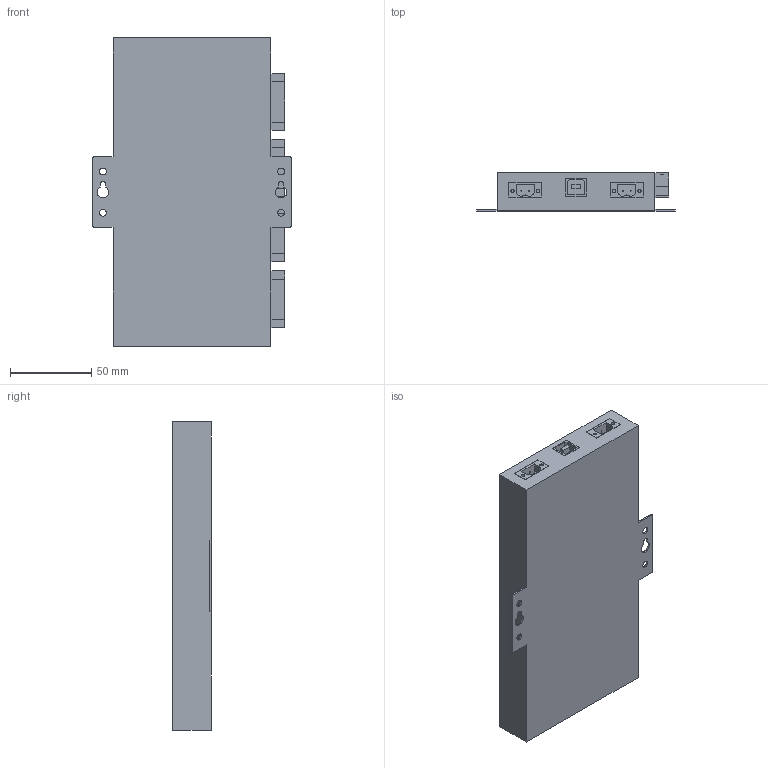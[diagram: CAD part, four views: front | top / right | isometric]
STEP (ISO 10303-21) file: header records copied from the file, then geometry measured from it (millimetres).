
FILE_DESCRIPTION(/* description */ (''),/* implementation_level */ '2;1');
FILE_NAME(/* name */ 'usb2-4comi-si-tb.stp',/* time_stamp */ '2016-07-18T09:22:22-04:00',/* author */ ('Kieran'),/* organization */ (''),/* preprocessor_version */ 'ST-DEVELOPER v15.6',/* originating_system */ 'Autodesk Inventor 2015',/* authorisation */ '');
FILE_SCHEMA (('AUTOMOTIVE_DESIGN { 1 0 10303 214 3 1 1 }'));
Length unit declared in the file: millimetre
Products named in the file (1): usb2-4comi-si-tb
Bounding box: 122.25 x 23.5 x 190.2 mm (x, y, z)
Volume: 442908.1 mm3; surface area: 61934.8 mm2
Topology: 1 solids, 1 shells, 289 faces, 672 edges, 448 vertices
Faces by surface type: plane 237, cylinder 52
Full cylindrical faces by diameter (mm): 0.5 x4, 2 x4, 3.75 x28, 4.15 x4
Entity records: 7998 total; most frequent: CARTESIAN_POINT 1370, DIRECTION 1316, ORIENTED_EDGE 1264, EDGE_CURVE 632, LINE 528, VECTOR 528, VERTEX_POINT 448, EDGE_LOOP 404
